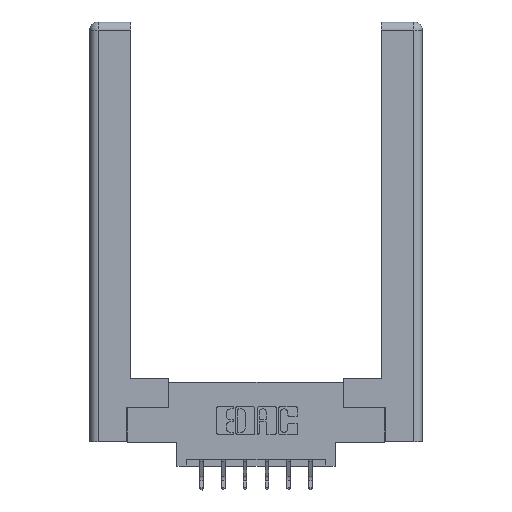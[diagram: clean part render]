
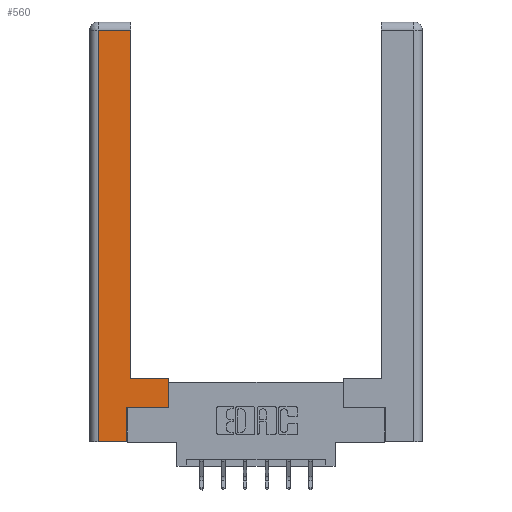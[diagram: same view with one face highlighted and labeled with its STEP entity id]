
A CAD part, top view. The second image highlights one B-rep face of the part: STEP entity #560.
In plain terms, the highlighted planar face has unit normal (0, 0, 1).
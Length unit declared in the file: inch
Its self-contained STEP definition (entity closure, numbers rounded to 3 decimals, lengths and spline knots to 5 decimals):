
#23 = VECTOR ( 'NONE', #2124, 39.37008 ) ;
#182 = CARTESIAN_POINT ( 'NONE',  ( 0.565, 0.245, 0. ) ) ;
#254 = EDGE_CURVE ( 'NONE', #559, #6268, #9342, .T. ) ;
#440 = LINE ( 'NONE', #470, #23 ) ;
#470 = CARTESIAN_POINT ( 'NONE',  ( 0.565, 0.45, 0. ) ) ;
#559 = VERTEX_POINT ( 'NONE', #5584 ) ;
#560 = ADVANCED_FACE ( 'NONE', ( #2015 ), #2294, .F. ) ;
#724 = DIRECTION ( 'NONE',  ( -1., 0., 0. ) ) ;
#957 = VERTEX_POINT ( 'NONE', #3236 ) ;
#1438 = CARTESIAN_POINT ( 'NONE',  ( 0.295, 2.94, 0. ) ) ;
#2015 = FACE_OUTER_BOUND ( 'NONE', #11636, .T. ) ;
#2124 = DIRECTION ( 'NONE',  ( 0., 1., 0. ) ) ;
#2294 = PLANE ( 'NONE',  #2540 ) ;
#2540 = AXIS2_PLACEMENT_3D ( 'NONE', #9942, #6330, #724 ) ;
#2855 = DIRECTION ( 'NONE',  ( 1., 0., 0. ) ) ;
#2860 = VERTEX_POINT ( 'NONE', #10790 ) ;
#3139 = ORIENTED_EDGE ( 'NONE', *, *, #8675, .T. ) ;
#3236 = CARTESIAN_POINT ( 'NONE',  ( 0.265, 0.245, 0. ) ) ;
#3279 = LINE ( 'NONE', #7261, #4205 ) ;
#3352 = CARTESIAN_POINT ( 'NONE',  ( 0.565, 0.245, 0. ) ) ;
#4122 = CARTESIAN_POINT ( 'NONE',  ( 0.0615, 0., 0. ) ) ;
#4205 = VECTOR ( 'NONE', #10059, 39.37008 ) ;
#4256 = VECTOR ( 'NONE', #10968, 39.37008 ) ;
#4346 = CARTESIAN_POINT ( 'NONE',  ( 0.295, 0.45, 0. ) ) ;
#4351 = CARTESIAN_POINT ( 'NONE',  ( 0.295, 3., 0. ) ) ;
#4791 = VECTOR ( 'NONE', #11664, 39.37008 ) ;
#5104 = ORIENTED_EDGE ( 'NONE', *, *, #11397, .T. ) ;
#5306 = LINE ( 'NONE', #8855, #5454 ) ;
#5454 = VECTOR ( 'NONE', #9817, 39.37008 ) ;
#5584 = CARTESIAN_POINT ( 'NONE',  ( 0.565, 0.45, 0. ) ) ;
#5606 = VERTEX_POINT ( 'NONE', #9387 ) ;
#5667 = EDGE_CURVE ( 'NONE', #8180, #559, #440, .T. ) ;
#5690 = LINE ( 'NONE', #4122, #4791 ) ;
#5881 = EDGE_CURVE ( 'NONE', #957, #8180, #7982, .T. ) ;
#6158 = VECTOR ( 'NONE', #8046, 39.37008 ) ;
#6268 = VERTEX_POINT ( 'NONE', #8348 ) ;
#6292 = DIRECTION ( 'NONE',  ( 0., 1., 0. ) ) ;
#6330 = DIRECTION ( 'NONE',  ( 0., 0., -1. ) ) ;
#6867 = ORIENTED_EDGE ( 'NONE', *, *, #12209, .T. ) ;
#7018 = ORIENTED_EDGE ( 'NONE', *, *, #10051, .T. ) ;
#7261 = CARTESIAN_POINT ( 'NONE',  ( 0.265, 0., 0. ) ) ;
#7755 = LINE ( 'NONE', #4351, #10719 ) ;
#7922 = ORIENTED_EDGE ( 'NONE', *, *, #10696, .T. ) ;
#7982 = LINE ( 'NONE', #182, #11540 ) ;
#8046 = DIRECTION ( 'NONE',  ( -1., 0., 0. ) ) ;
#8180 = VERTEX_POINT ( 'NONE', #3352 ) ;
#8348 = CARTESIAN_POINT ( 'NONE',  ( 0.295, 0.45, 0. ) ) ;
#8675 = EDGE_CURVE ( 'NONE', #11401, #957, #5306, .T. ) ;
#8706 = ORIENTED_EDGE ( 'NONE', *, *, #5667, .T. ) ;
#8855 = CARTESIAN_POINT ( 'NONE',  ( 0.265, 0.245, 0. ) ) ;
#9342 = LINE ( 'NONE', #4346, #4256 ) ;
#9387 = CARTESIAN_POINT ( 'NONE',  ( 0.0615, 0., 0. ) ) ;
#9686 = ORIENTED_EDGE ( 'NONE', *, *, #254, .T. ) ;
#9817 = DIRECTION ( 'NONE',  ( 0., 1., 0. ) ) ;
#9942 = CARTESIAN_POINT ( 'NONE',  ( 0., 0., 0. ) ) ;
#10051 = EDGE_CURVE ( 'NONE', #11498, #2860, #12240, .T. ) ;
#10059 = DIRECTION ( 'NONE',  ( 1., 0., 0. ) ) ;
#10067 = ORIENTED_EDGE ( 'NONE', *, *, #5881, .T. ) ;
#10696 = EDGE_CURVE ( 'NONE', #2860, #5606, #5690, .T. ) ;
#10719 = VECTOR ( 'NONE', #6292, 39.37008 ) ;
#10790 = CARTESIAN_POINT ( 'NONE',  ( 0.0615, 2.94, 0. ) ) ;
#10902 = CARTESIAN_POINT ( 'NONE',  ( 0.0615, 2.94, 0. ) ) ;
#10968 = DIRECTION ( 'NONE',  ( -1., 0., 0. ) ) ;
#11397 = EDGE_CURVE ( 'NONE', #6268, #11498, #7755, .T. ) ;
#11401 = VERTEX_POINT ( 'NONE', #12044 ) ;
#11498 = VERTEX_POINT ( 'NONE', #1438 ) ;
#11540 = VECTOR ( 'NONE', #2855, 39.37008 ) ;
#11636 = EDGE_LOOP ( 'NONE', ( #5104, #7018, #7922, #6867, #3139, #10067, #8706, #9686 ) ) ;
#11664 = DIRECTION ( 'NONE',  ( 0., -1., 0. ) ) ;
#12044 = CARTESIAN_POINT ( 'NONE',  ( 0.265, 0., 0. ) ) ;
#12209 = EDGE_CURVE ( 'NONE', #5606, #11401, #3279, .T. ) ;
#12240 = LINE ( 'NONE', #10902, #6158 ) ;
